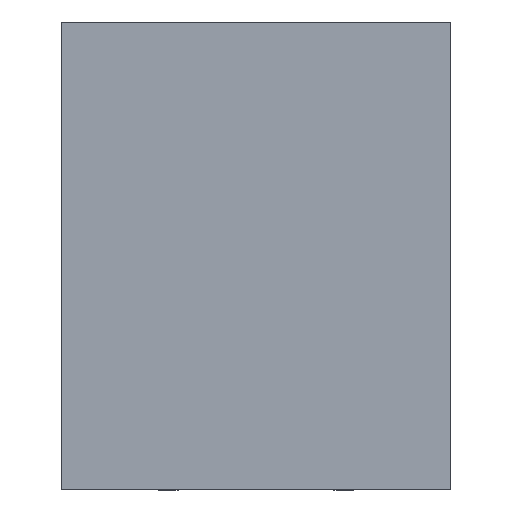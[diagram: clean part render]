
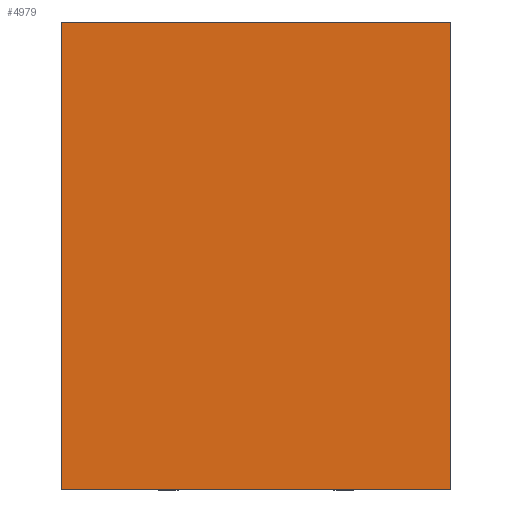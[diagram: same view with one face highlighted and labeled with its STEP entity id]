
A CAD part, top view. The second image highlights one B-rep face of the part: STEP entity #4979.
In plain terms, the highlighted face is planar.
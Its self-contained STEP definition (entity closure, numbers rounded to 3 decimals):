
#1692=DIRECTION('',(0.,0.,1.));
#1693=VECTOR('',#1692,6.);
#1694=CARTESIAN_POINT('',(-2.5,1.45,-3.));
#1695=LINE('',#1694,#1693);
#1699=DIRECTION('',(-1.,0.,0.));
#1700=VECTOR('',#1699,5.);
#1701=CARTESIAN_POINT('',(2.5,1.45,-3.));
#1702=LINE('',#1701,#1700);
#1706=DIRECTION('',(0.,0.,-1.));
#1707=VECTOR('',#1706,6.);
#1708=CARTESIAN_POINT('',(2.5,1.45,3.));
#1709=LINE('',#1708,#1707);
#1713=DIRECTION('',(1.,0.,0.));
#1714=VECTOR('',#1713,5.);
#1715=CARTESIAN_POINT('',(-2.5,1.45,3.));
#1716=LINE('',#1715,#1714);
#3680=CARTESIAN_POINT('',(-2.5,1.45,-3.));
#3681=CARTESIAN_POINT('',(-2.5,1.45,3.));
#3682=VERTEX_POINT('',#3680);
#3683=VERTEX_POINT('',#3681);
#3684=CARTESIAN_POINT('',(2.5,1.45,3.));
#3685=VERTEX_POINT('',#3684);
#3686=CARTESIAN_POINT('',(2.5,1.45,-3.));
#3687=VERTEX_POINT('',#3686);
#4968=CARTESIAN_POINT('',(0.,1.45,0.));
#4969=DIRECTION('',(0.,1.,0.));
#4970=DIRECTION('',(1.,0.,0.));
#4971=AXIS2_PLACEMENT_3D('',#4968,#4969,#4970);
#4972=PLANE('',#4971);
#4973=ORIENTED_EDGE('',*,*,#4638,.F.);
#4974=ORIENTED_EDGE('',*,*,#4740,.F.);
#4975=ORIENTED_EDGE('',*,*,#4808,.F.);
#4976=ORIENTED_EDGE('',*,*,#4908,.F.);
#4977=EDGE_LOOP('',(#4973,#4974,#4975,#4976));
#4978=FACE_OUTER_BOUND('',#4977,.F.);
#4979=ADVANCED_FACE('',(#4978),#4972,.T.);
#4638=EDGE_CURVE('',#3682,#3683,#1695,.T.);
#4740=EDGE_CURVE('',#3687,#3682,#1702,.T.);
#4808=EDGE_CURVE('',#3685,#3687,#1709,.T.);
#4908=EDGE_CURVE('',#3683,#3685,#1716,.T.);
